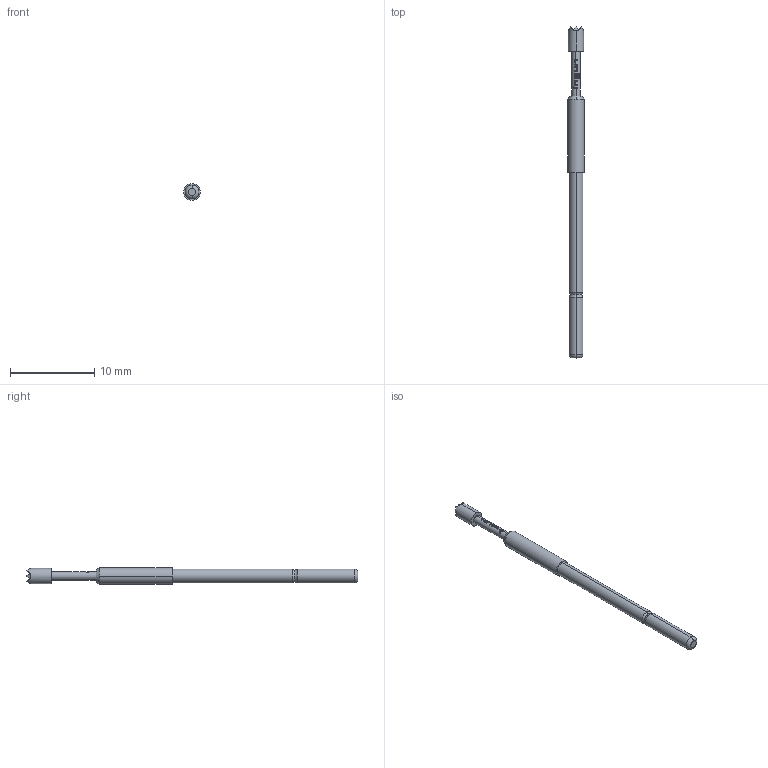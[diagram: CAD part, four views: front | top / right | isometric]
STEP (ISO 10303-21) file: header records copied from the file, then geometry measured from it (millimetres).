
FILE_DESCRIPTION (( 'STEP AP203' ), '1' );
FILE_NAME ('INGUN_GKS-112_306_180_R_xx09.STEP', '2020-08-21T07:59:25', ( '' ), ( '' ), 'SwSTEP 2.0', 'SolidWorks 2018', '' );
FILE_SCHEMA (( 'CONFIG_CONTROL_DESIGN' ));
Length unit declared in the file: millimetre
Products named in the file (1): INGUN_GKS-112_306_180_R_xx09
Bounding box: 2 x 39.3 x 2 mm (x, y, z)
Volume: 85.6 mm3; surface area: 212.4 mm2
Topology: 1 solids, 1 shells, 130 faces, 335 edges, 211 vertices
Faces by surface type: bspline 56, plane 46, cylinder 20, torus 6, cone 2
Entity records: 5042 total; most frequent: CARTESIAN_POINT 2453, ORIENTED_EDGE 670, EDGE_CURVE 335, DIRECTION 283, VERTEX_POINT 211, B_SPLINE_CURVE_WITH_KNOTS 204, EDGE_LOOP 134, ADVANCED_FACE 130
